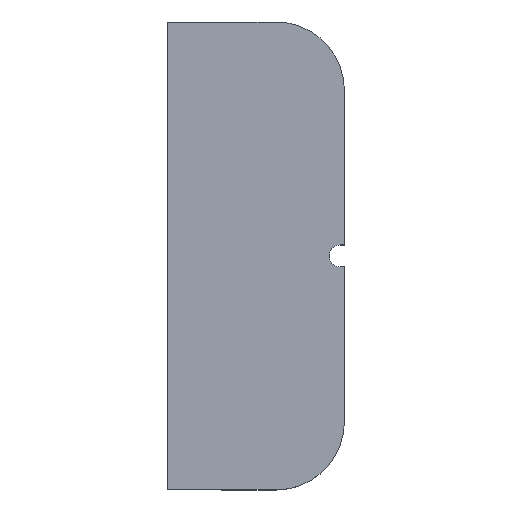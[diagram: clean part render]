
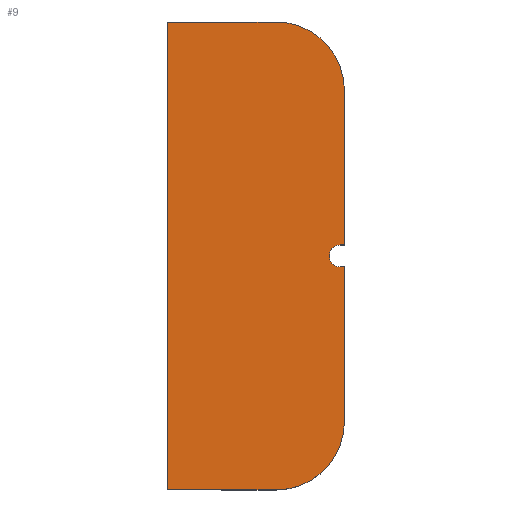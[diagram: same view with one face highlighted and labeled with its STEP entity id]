
A CAD part, top view. The second image highlights one B-rep face of the part: STEP entity #9.
In plain terms, the highlighted planar face has unit normal (0, 0, 1).
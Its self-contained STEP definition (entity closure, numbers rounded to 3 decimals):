
#9 = ADVANCED_FACE ( 'NONE', ( #152 ), #462, .T. ) ;
#26 = EDGE_CURVE ( 'NONE', #262, #1186, #948, .T. ) ;
#76 = DIRECTION ( 'NONE',  ( 0., 0., 1. ) ) ;
#83 = CARTESIAN_POINT ( 'NONE',  ( 60.5, -2.65, 12.5 ) ) ;
#84 = CARTESIAN_POINT ( 'NONE',  ( 45., -56.5, 12.5 ) ) ;
#85 = EDGE_CURVE ( 'NONE', #269, #262, #524, .T. ) ;
#96 = DIRECTION ( 'NONE',  ( 1., 0., 0. ) ) ;
#125 = EDGE_CURVE ( 'NONE', #974, #550, #722, .T. ) ;
#132 = VERTEX_POINT ( 'NONE', #998 ) ;
#145 = ORIENTED_EDGE ( 'NONE', *, *, #220, .T. ) ;
#149 = CARTESIAN_POINT ( 'NONE',  ( 45., 56.5, 12.5 ) ) ;
#152 = FACE_OUTER_BOUND ( 'NONE', #1264, .T. ) ;
#171 = EDGE_CURVE ( 'NONE', #616, #269, #764, .T. ) ;
#179 = ORIENTED_EDGE ( 'NONE', *, *, #85, .T. ) ;
#186 = ORIENTED_EDGE ( 'NONE', *, *, #171, .T. ) ;
#203 = LINE ( 'NONE', #237, #1133 ) ;
#207 = DIRECTION ( 'NONE',  ( 0., 0., 1. ) ) ;
#220 = EDGE_CURVE ( 'NONE', #890, #974, #923, .T. ) ;
#237 = CARTESIAN_POINT ( 'NONE',  ( 18.8, 56.5, 12.5 ) ) ;
#245 = LINE ( 'NONE', #329, #797 ) ;
#247 = VECTOR ( 'NONE', #1171, 1000. ) ;
#248 = ORIENTED_EDGE ( 'NONE', *, *, #26, .T. ) ;
#257 = CARTESIAN_POINT ( 'NONE',  ( 45., 56.5, 12.5 ) ) ;
#258 = DIRECTION ( 'NONE',  ( 0., 0., -1. ) ) ;
#262 = VERTEX_POINT ( 'NONE', #1013 ) ;
#269 = VERTEX_POINT ( 'NONE', #84 ) ;
#282 = ORIENTED_EDGE ( 'NONE', *, *, #571, .T. ) ;
#285 = ORIENTED_EDGE ( 'NONE', *, *, #759, .T. ) ;
#292 = EDGE_CURVE ( 'NONE', #350, #890, #1014, .T. ) ;
#329 = CARTESIAN_POINT ( 'NONE',  ( 61.5, -2.65, 12.5 ) ) ;
#350 = VERTEX_POINT ( 'NONE', #1214 ) ;
#373 = DIRECTION ( 'NONE',  ( 1., 0., 0. ) ) ;
#379 = VECTOR ( 'NONE', #1111, 1000. ) ;
#417 = VECTOR ( 'NONE', #704, 1000. ) ;
#426 = DIRECTION ( 'NONE',  ( -1., 0., 0. ) ) ;
#436 = AXIS2_PLACEMENT_3D ( 'NONE', #1166, #1270, #668 ) ;
#437 = VECTOR ( 'NONE', #981, 1000. ) ;
#462 = PLANE ( 'NONE',  #436 ) ;
#496 = CARTESIAN_POINT ( 'NONE',  ( 61.5, -40., 12.5 ) ) ;
#512 = CARTESIAN_POINT ( 'NONE',  ( 61.5, -2.65, 12.5 ) ) ;
#524 = CIRCLE ( 'NONE', #1252, 16.5 ) ;
#550 = VERTEX_POINT ( 'NONE', #753 ) ;
#571 = EDGE_CURVE ( 'NONE', #550, #616, #203, .T. ) ;
#616 = VERTEX_POINT ( 'NONE', #1277 ) ;
#626 = ORIENTED_EDGE ( 'NONE', *, *, #125, .T. ) ;
#668 = DIRECTION ( 'NONE',  ( 1., 0., 0. ) ) ;
#671 = ORIENTED_EDGE ( 'NONE', *, *, #292, .T. ) ;
#686 = CARTESIAN_POINT ( 'NONE',  ( 60.5, 0., 12.5 ) ) ;
#703 = CIRCLE ( 'NONE', #970, 2.65 ) ;
#704 = DIRECTION ( 'NONE',  ( -1., 0., 0. ) ) ;
#722 = LINE ( 'NONE', #257, #417 ) ;
#753 = CARTESIAN_POINT ( 'NONE',  ( 18.8, 56.5, 12.5 ) ) ;
#759 = EDGE_CURVE ( 'NONE', #1186, #1227, #245, .T. ) ;
#764 = LINE ( 'NONE', #926, #379 ) ;
#797 = VECTOR ( 'NONE', #426, 1000. ) ;
#849 = DIRECTION ( 'NONE',  ( 0., -1., 0. ) ) ;
#851 = CARTESIAN_POINT ( 'NONE',  ( 61.5, 2.65, 12.5 ) ) ;
#890 = VERTEX_POINT ( 'NONE', #1265 ) ;
#922 = CARTESIAN_POINT ( 'NONE',  ( 45., 40., 12.5 ) ) ;
#923 = CIRCLE ( 'NONE', #1177, 16.5 ) ;
#926 = CARTESIAN_POINT ( 'NONE',  ( 18.8, -56.5, 12.5 ) ) ;
#948 = LINE ( 'NONE', #496, #247 ) ;
#950 = DIRECTION ( 'NONE',  ( 0., 1., 0. ) ) ;
#967 = CARTESIAN_POINT ( 'NONE',  ( 60.5, 2.65, 12.5 ) ) ;
#970 = AXIS2_PLACEMENT_3D ( 'NONE', #686, #258, #373 ) ;
#974 = VERTEX_POINT ( 'NONE', #149 ) ;
#981 = DIRECTION ( 'NONE',  ( 1., 0., 0. ) ) ;
#984 = EDGE_CURVE ( 'NONE', #132, #350, #1220, .T. ) ;
#988 = ORIENTED_EDGE ( 'NONE', *, *, #984, .T. ) ;
#998 = CARTESIAN_POINT ( 'NONE',  ( 60.5, 2.65, 12.5 ) ) ;
#1013 = CARTESIAN_POINT ( 'NONE',  ( 61.5, -40., 12.5 ) ) ;
#1014 = LINE ( 'NONE', #851, #1157 ) ;
#1031 = EDGE_CURVE ( 'NONE', #1227, #132, #703, .T. ) ;
#1111 = DIRECTION ( 'NONE',  ( 1., 0., 0. ) ) ;
#1133 = VECTOR ( 'NONE', #849, 1000. ) ;
#1157 = VECTOR ( 'NONE', #950, 1000. ) ;
#1166 = CARTESIAN_POINT ( 'NONE',  ( 45., 40., 12.5 ) ) ;
#1171 = DIRECTION ( 'NONE',  ( 0., 1., 0. ) ) ;
#1177 = AXIS2_PLACEMENT_3D ( 'NONE', #922, #207, #96 ) ;
#1186 = VERTEX_POINT ( 'NONE', #512 ) ;
#1197 = DIRECTION ( 'NONE',  ( 1., 0., 0. ) ) ;
#1214 = CARTESIAN_POINT ( 'NONE',  ( 61.5, 2.65, 12.5 ) ) ;
#1220 = LINE ( 'NONE', #967, #437 ) ;
#1227 = VERTEX_POINT ( 'NONE', #83 ) ;
#1252 = AXIS2_PLACEMENT_3D ( 'NONE', #1299, #76, #1197 ) ;
#1264 = EDGE_LOOP ( 'NONE', ( #988, #671, #145, #626, #282, #186, #179, #248, #285, #1302 ) ) ;
#1265 = CARTESIAN_POINT ( 'NONE',  ( 61.5, 40., 12.5 ) ) ;
#1270 = DIRECTION ( 'NONE',  ( 0., 0., 1. ) ) ;
#1277 = CARTESIAN_POINT ( 'NONE',  ( 18.8, -56.5, 12.5 ) ) ;
#1299 = CARTESIAN_POINT ( 'NONE',  ( 45., -40., 12.5 ) ) ;
#1302 = ORIENTED_EDGE ( 'NONE', *, *, #1031, .T. ) ;
